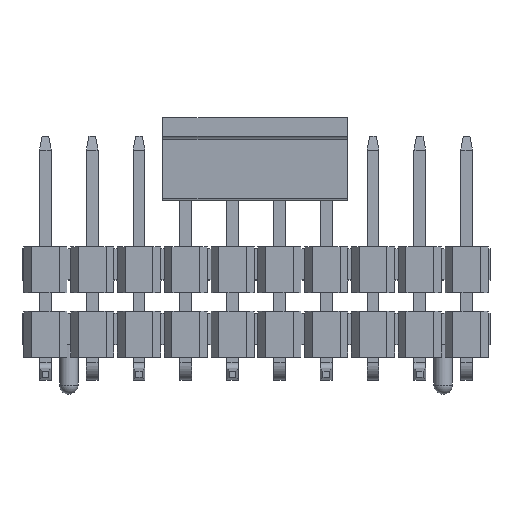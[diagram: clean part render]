
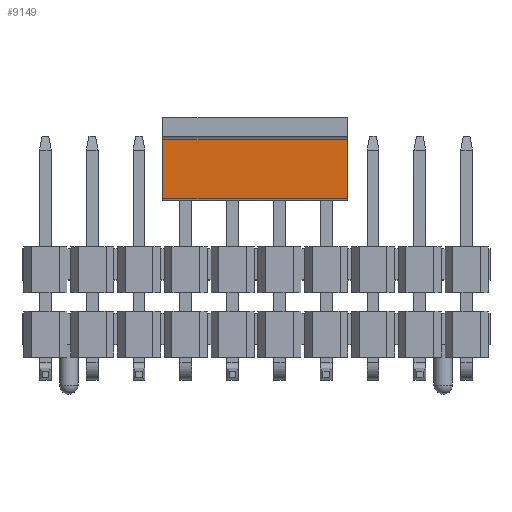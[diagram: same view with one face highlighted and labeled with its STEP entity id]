
A CAD part, top view. The second image highlights one B-rep face of the part: STEP entity #9149.
In plain terms, the highlighted planar face has unit normal (0, -0.035, 0.999).
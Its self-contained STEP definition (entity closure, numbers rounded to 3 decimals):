
#8765=CARTESIAN_POINT('',(6.38,8.597,1.081));
#8766=VERTEX_POINT('',#8765);
#8774=CARTESIAN_POINT('',(6.38,11.807,1.193));
#8775=VERTEX_POINT('',#8774);
#8776=CARTESIAN_POINT('',(6.38,8.597,1.081));
#8777=DIRECTION('',(0.,0.999,0.035));
#8778=VECTOR('',#8777,3.212);
#8779=LINE('',#8776,#8778);
#8780=EDGE_CURVE('',#8766,#8775,#8779,.T.);
#9107=CARTESIAN_POINT('',(16.38,8.597,1.081));
#9108=VERTEX_POINT('',#9107);
#9116=CARTESIAN_POINT('',(16.38,8.597,1.081));
#9117=DIRECTION('',(-1.,0.,0.));
#9118=VECTOR('',#9117,10.);
#9119=LINE('',#9116,#9118);
#9120=EDGE_CURVE('',#9108,#8766,#9119,.T.);
#9126=CARTESIAN_POINT('',(6.38,12.,1.2));
#9127=DIRECTION('',(0.,-0.999,-0.035));
#9128=DIRECTION('',(0.,-0.035,0.999));
#9129=AXIS2_PLACEMENT_3D('',#9126,#9128,#9127);
#9130=PLANE('',#9129);
#9131=ORIENTED_EDGE('',*,*,#8780,.F.);
#9132=ORIENTED_EDGE('',*,*,#9120,.F.);
#9133=CARTESIAN_POINT('',(16.38,11.807,1.193));
#9134=VERTEX_POINT('',#9133);
#9135=CARTESIAN_POINT('',(16.38,8.597,1.081));
#9136=DIRECTION('',(0.,0.999,0.035));
#9137=VECTOR('',#9136,3.212);
#9138=LINE('',#9135,#9137);
#9139=EDGE_CURVE('',#9108,#9134,#9138,.T.);
#9140=ORIENTED_EDGE('',*,*,#9139,.T.);
#9141=CARTESIAN_POINT('',(16.38,11.807,1.193));
#9142=DIRECTION('',(-1.,0.,0.));
#9143=VECTOR('',#9142,10.);
#9144=LINE('',#9141,#9143);
#9145=EDGE_CURVE('',#9134,#8775,#9144,.T.);
#9146=ORIENTED_EDGE('',*,*,#9145,.T.);
#9147=EDGE_LOOP('',(#9131,#9132,#9140,#9146));
#9148=FACE_OUTER_BOUND('',#9147,.T.);
#9149=ADVANCED_FACE('',(#9148),#9130,.T.);
